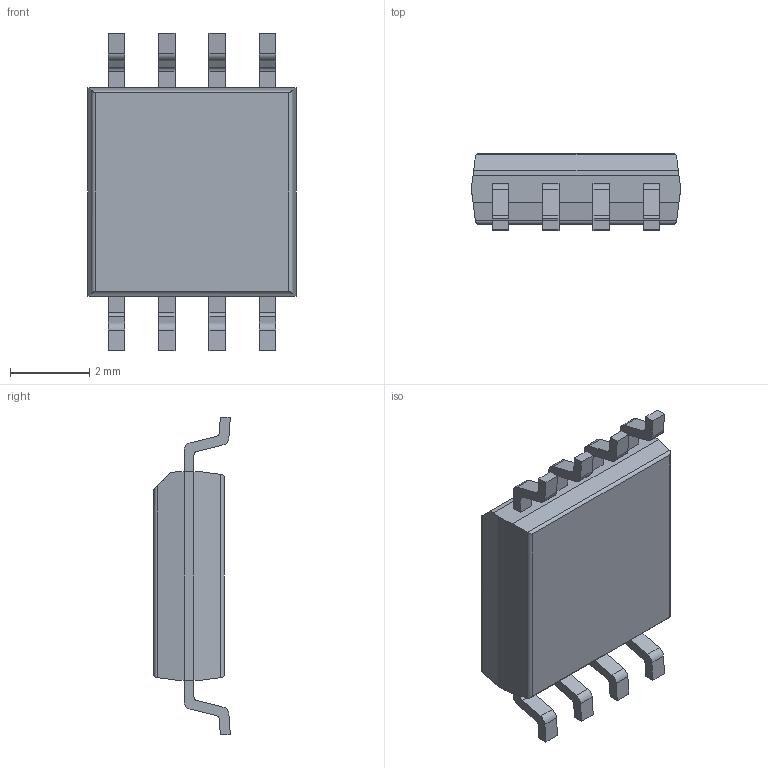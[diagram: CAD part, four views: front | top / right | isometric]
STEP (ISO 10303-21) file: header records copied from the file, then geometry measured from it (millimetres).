
FILE_DESCRIPTION(('STEP AP242'),'1');
FILE_NAME('attiny85-20su.stp','2020-07-04T07:36:48',('TraceParts'),('TraceParts S.A.'),'Spatial InterOp 3D',' ',' ');
FILE_SCHEMA(('AP242_MANAGED_MODEL_BASED_3D_ENGINEERING_MIM_LF {1 0 10303 442 1 1 4}'));
Length unit declared in the file: millimetre
Products named in the file (1): attiny85-20su
Bounding box: 5.24 x 1.93 x 8 mm (x, y, z)
Volume: 48.8 mm3; surface area: 108.5 mm2
Topology: 1 solids, 1 shells, 130 faces, 357 edges, 238 vertices
Faces by surface type: plane 88, cylinder 42
Entity records: 5253 total; most frequent: CARTESIAN_POINT 822, ORIENTED_EDGE 714, DIRECTION 687, EDGE_CURVE 357, LINE 273, VECTOR 273, VERTEX_POINT 238, AXIS2_PLACEMENT_3D 207
